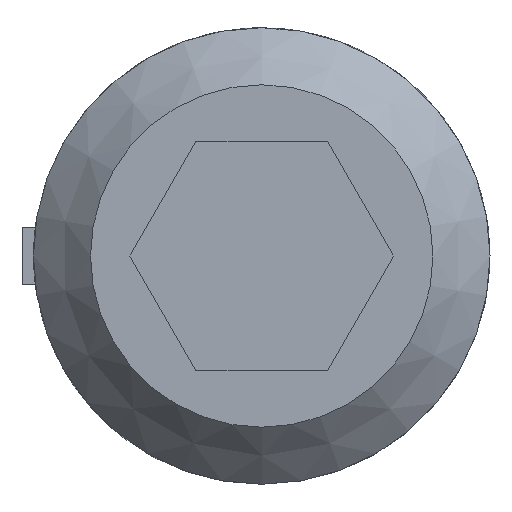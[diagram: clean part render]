
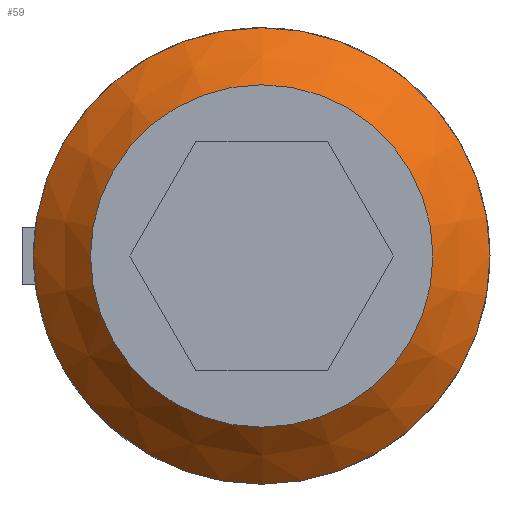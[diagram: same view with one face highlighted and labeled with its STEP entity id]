
A CAD part, left-side view. The second image highlights one B-rep face of the part: STEP entity #59.
In plain terms, the highlighted conical face has half-angle 45 degrees and reference radius 1.5 mm.
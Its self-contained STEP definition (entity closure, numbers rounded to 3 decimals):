
#59 = ADVANCED_FACE( '', ( #140, #141 ), #142, .T. );
#140 = FACE_OUTER_BOUND( '', #252, .T. );
#141 = FACE_BOUND( '', #253, .T. );
#142 = CONICAL_SURFACE( '', #254, 1.5, 0.785 );
#252 = EDGE_LOOP( '', ( #368 ) );
#253 = EDGE_LOOP( '', ( #369 ) );
#254 = AXIS2_PLACEMENT_3D( '', #370, #371, #372 );
#368 = ORIENTED_EDGE( '', *, *, #606, .F. );
#369 = ORIENTED_EDGE( '', *, *, #607, .T. );
#370 = CARTESIAN_POINT( '', ( 0., 0., 0. ) );
#371 = DIRECTION( '', ( 1., 0., 0. ) );
#372 = DIRECTION( '', ( 0., 0., -1. ) );
#606 = EDGE_CURVE( '', #705, #705, #706, .T. );
#607 = EDGE_CURVE( '', #707, #707, #708, .T. );
#705 = VERTEX_POINT( '', #854 );
#706 = CIRCLE( '', #855, 2. );
#707 = VERTEX_POINT( '', #856 );
#708 = CIRCLE( '', #857, 1.5 );
#854 = CARTESIAN_POINT( '', ( 0.5, 0., -2. ) );
#855 = AXIS2_PLACEMENT_3D( '', #1025, #1026, #1027 );
#856 = CARTESIAN_POINT( '', ( 0., 0., -1.5 ) );
#857 = AXIS2_PLACEMENT_3D( '', #1028, #1029, #1030 );
#1025 = CARTESIAN_POINT( '', ( 0.5, 0., 0. ) );
#1026 = DIRECTION( '', ( 1., 0., 0. ) );
#1027 = DIRECTION( '', ( 0., 0., -1. ) );
#1028 = CARTESIAN_POINT( '', ( 0., 0., 0. ) );
#1029 = DIRECTION( '', ( 1., 0., 0. ) );
#1030 = DIRECTION( '', ( 0., 0., -1. ) );
